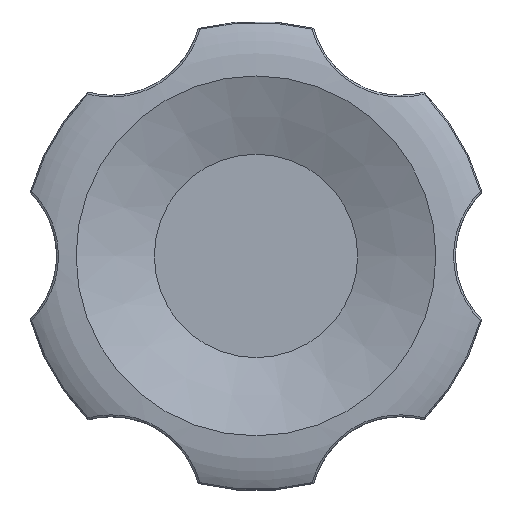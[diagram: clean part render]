
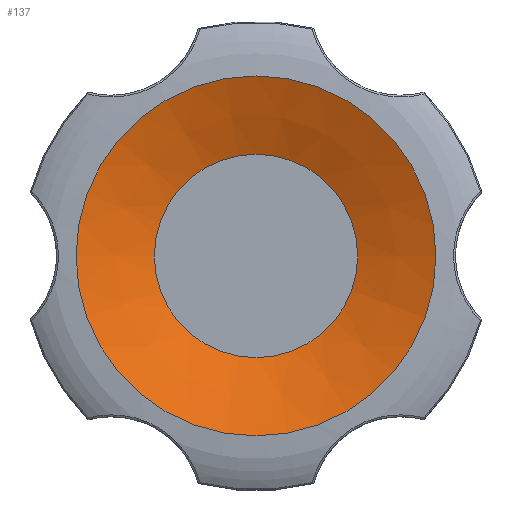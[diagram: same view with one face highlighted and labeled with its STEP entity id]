
A CAD part, top view. The second image highlights one B-rep face of the part: STEP entity #137.
In plain terms, the highlighted conical face has half-angle 68.199 degrees and reference radius 23 mm.
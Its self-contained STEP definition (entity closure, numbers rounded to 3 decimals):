
#137 = ADVANCED_FACE( '', ( #301, #302 ), #303, .F. );
#301 = FACE_BOUND( '', #2369, .T. );
#302 = FACE_OUTER_BOUND( '', #2370, .T. );
#303 = CONICAL_SURFACE( '', #2371, 23., 1.19 );
#2369 = EDGE_LOOP( '', ( #4069 ) );
#2370 = EDGE_LOOP( '', ( #4070 ) );
#2371 = AXIS2_PLACEMENT_3D( '', #4071, #4072, #4073 );
#4069 = ORIENTED_EDGE( '', *, *, #4375, .F. );
#4070 = ORIENTED_EDGE( '', *, *, #4402, .T. );
#4071 = CARTESIAN_POINT( '', ( 0., 0., 36. ) );
#4072 = DIRECTION( '', ( 0., 0., 1. ) );
#4073 = DIRECTION( '', ( 1., 0., 0. ) );
#4375 = EDGE_CURVE( '', #4619, #4619, #4620, .T. );
#4402 = EDGE_CURVE( '', #4655, #4655, #4656, .T. );
#4619 = VERTEX_POINT( '', #6243 );
#4620 = CIRCLE( '', #6244, 13. );
#4655 = VERTEX_POINT( '', #6715 );
#4656 = CIRCLE( '', #6716, 23. );
#6243 = CARTESIAN_POINT( '', ( 13., 0., 32. ) );
#6244 = AXIS2_PLACEMENT_3D( '', #7311, #7312, #7313 );
#6715 = CARTESIAN_POINT( '', ( 23., 0., 36. ) );
#6716 = AXIS2_PLACEMENT_3D( '', #7336, #7337, #7338 );
#7311 = CARTESIAN_POINT( '', ( 0., 0., 32. ) );
#7312 = DIRECTION( '', ( 0., 0., 1. ) );
#7313 = DIRECTION( '', ( 1., 0., 0. ) );
#7336 = CARTESIAN_POINT( '', ( 0., 0., 36. ) );
#7337 = DIRECTION( '', ( 0., 0., 1. ) );
#7338 = DIRECTION( '', ( 1., 0., 0. ) );
